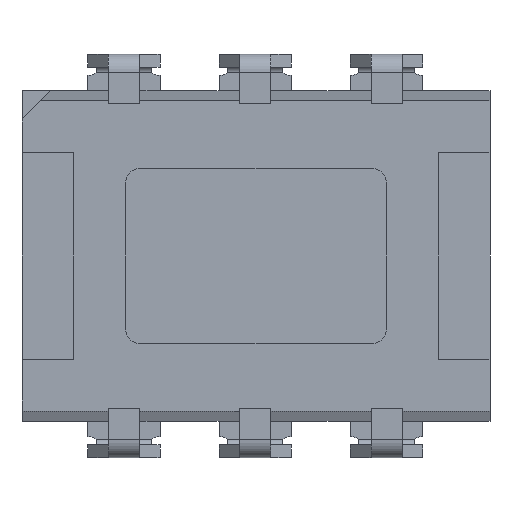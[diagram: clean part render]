
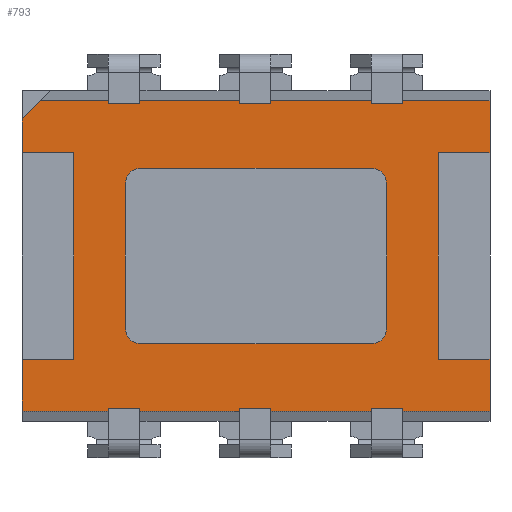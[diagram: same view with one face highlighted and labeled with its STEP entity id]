
A CAD part, front view. The second image highlights one B-rep face of the part: STEP entity #793.
In plain terms, the highlighted planar face has unit normal (0, -1, 0).
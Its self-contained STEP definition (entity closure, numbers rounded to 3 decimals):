
#793 = ADVANCED_FACE( '', ( #1619, #1620 ), #1621, .F. );
#1619 = FACE_OUTER_BOUND( '', #2499, .T. );
#1620 = FACE_BOUND( '', #2500, .T. );
#1621 = PLANE( '', #2501 );
#2499 = EDGE_LOOP( '', ( #4651, #4652, #4653, #4654, #4655, #4656, #4657, #4658, #4659, #4660, #4661, #4662, #4663 ) );
#2500 = EDGE_LOOP( '', ( #4664, #4665, #4666, #4667, #4668, #4669, #4670, #4671 ) );
#2501 = AXIS2_PLACEMENT_3D( '', #4672, #4673, #4674 );
#4651 = ORIENTED_EDGE( '', *, *, #5566, .T. );
#4652 = ORIENTED_EDGE( '', *, *, #6271, .T. );
#4653 = ORIENTED_EDGE( '', *, *, #5971, .T. );
#4654 = ORIENTED_EDGE( '', *, *, #5867, .T. );
#4655 = ORIENTED_EDGE( '', *, *, #6213, .T. );
#4656 = ORIENTED_EDGE( '', *, *, #5667, .T. );
#4657 = ORIENTED_EDGE( '', *, *, #5974, .T. );
#4658 = ORIENTED_EDGE( '', *, *, #6054, .F. );
#4659 = ORIENTED_EDGE( '', *, *, #6039, .F. );
#4660 = ORIENTED_EDGE( '', *, *, #5737, .T. );
#4661 = ORIENTED_EDGE( '', *, *, #6272, .T. );
#4662 = ORIENTED_EDGE( '', *, *, #6111, .T. );
#4663 = ORIENTED_EDGE( '', *, *, #6037, .F. );
#4664 = ORIENTED_EDGE( '', *, *, #5456, .T. );
#4665 = ORIENTED_EDGE( '', *, *, #5807, .T. );
#4666 = ORIENTED_EDGE( '', *, *, #6218, .T. );
#4667 = ORIENTED_EDGE( '', *, *, #5539, .T. );
#4668 = ORIENTED_EDGE( '', *, *, #6273, .T. );
#4669 = ORIENTED_EDGE( '', *, *, #6068, .T. );
#4670 = ORIENTED_EDGE( '', *, *, #5938, .T. );
#4671 = ORIENTED_EDGE( '', *, *, #5934, .T. );
#4672 = CARTESIAN_POINT( '', ( 4.525, 0., 3. ) );
#4673 = DIRECTION( '', ( 0., 1., 0. ) );
#4674 = DIRECTION( '', ( 0., 0., 1. ) );
#5456 = EDGE_CURVE( '', #6560, #6561, #6562, .T. );
#5539 = EDGE_CURVE( '', #6704, #6705, #6706, .T. );
#5566 = EDGE_CURVE( '', #6749, #6747, #6750, .T. );
#5667 = EDGE_CURVE( '', #6921, #6919, #6922, .T. );
#5737 = EDGE_CURVE( '', #7030, #7028, #7031, .T. );
#5807 = EDGE_CURVE( '', #6561, #7145, #7146, .T. );
#5867 = EDGE_CURVE( '', #7226, #7228, #7230, .T. );
#5934 = EDGE_CURVE( '', #7331, #6560, #7332, .T. );
#5938 = EDGE_CURVE( '', #7337, #7331, #7338, .T. );
#5971 = EDGE_CURVE( '', #7385, #7226, #7386, .T. );
#5974 = EDGE_CURVE( '', #6919, #7388, #7390, .T. );
#6037 = EDGE_CURVE( '', #6749, #7480, #7481, .T. );
#6039 = EDGE_CURVE( '', #7030, #7483, #7484, .T. );
#6054 = EDGE_CURVE( '', #7483, #7388, #7502, .T. );
#6068 = EDGE_CURVE( '', #7522, #7337, #7523, .T. );
#6111 = EDGE_CURVE( '', #7582, #7480, #7583, .T. );
#6213 = EDGE_CURVE( '', #7228, #6921, #7708, .T. );
#6218 = EDGE_CURVE( '', #7145, #6704, #7713, .T. );
#6271 = EDGE_CURVE( '', #6747, #7385, #7777, .T. );
#6272 = EDGE_CURVE( '', #7028, #7582, #7778, .T. );
#6273 = EDGE_CURVE( '', #6705, #7522, #7779, .T. );
#6560 = VERTEX_POINT( '', #8124 );
#6561 = VERTEX_POINT( '', #8125 );
#6562 = CIRCLE( '', #8126, 0.3 );
#6704 = VERTEX_POINT( '', #8323 );
#6705 = VERTEX_POINT( '', #8324 );
#6706 = LINE( '', #8325, #8326 );
#6747 = VERTEX_POINT( '', #8382 );
#6749 = VERTEX_POINT( '', #8385 );
#6750 = LINE( '', #8386, #8387 );
#6919 = VERTEX_POINT( '', #8628 );
#6921 = VERTEX_POINT( '', #8631 );
#6922 = LINE( '', #8632, #8633 );
#7028 = VERTEX_POINT( '', #8784 );
#7030 = VERTEX_POINT( '', #8787 );
#7031 = LINE( '', #8788, #8789 );
#7145 = VERTEX_POINT( '', #8947 );
#7146 = LINE( '', #8948, #8949 );
#7226 = VERTEX_POINT( '', #9063 );
#7228 = VERTEX_POINT( '', #9066 );
#7230 = LINE( '', #9069, #9070 );
#7331 = VERTEX_POINT( '', #9205 );
#7332 = LINE( '', #9206, #9207 );
#7337 = VERTEX_POINT( '', #9214 );
#7338 = CIRCLE( '', #9215, 0.3 );
#7385 = VERTEX_POINT( '', #9277 );
#7386 = LINE( '', #9278, #9279 );
#7388 = VERTEX_POINT( '', #9282 );
#7390 = LINE( '', #9285, #9286 );
#7480 = VERTEX_POINT( '', #9414 );
#7481 = LINE( '', #9415, #9416 );
#7483 = VERTEX_POINT( '', #9419 );
#7484 = LINE( '', #9420, #9421 );
#7502 = LINE( '', #9447, #9448 );
#7522 = VERTEX_POINT( '', #9474 );
#7523 = LINE( '', #9475, #9476 );
#7582 = VERTEX_POINT( '', #9555 );
#7583 = LINE( '', #9556, #9557 );
#7708 = LINE( '', #9733, #9734 );
#7713 = CIRCLE( '', #9740, 0.3 );
#7777 = LINE( '', #9828, #9829 );
#7778 = LINE( '', #9830, #9831 );
#7779 = CIRCLE( '', #9832, 0.3 );
#8124 = CARTESIAN_POINT( '', ( -2.225, 0., -1.7 ) );
#8125 = CARTESIAN_POINT( '', ( -2.525, 0., -1.4 ) );
#8126 = AXIS2_PLACEMENT_3D( '', #10123, #10124, #10125 );
#8323 = CARTESIAN_POINT( '', ( -2.225, 0., 1.7 ) );
#8324 = CARTESIAN_POINT( '', ( 2.225, 0., 1.7 ) );
#8325 = CARTESIAN_POINT( '', ( -2.225, 0., 1.7 ) );
#8326 = VECTOR( '', #10214, 1000. );
#8382 = CARTESIAN_POINT( '', ( -4.175, 0., 3. ) );
#8385 = CARTESIAN_POINT( '', ( 4.525, 0., 3. ) );
#8386 = CARTESIAN_POINT( '', ( 4.525, 0., 3. ) );
#8387 = VECTOR( '', #10243, 1000. );
#8628 = CARTESIAN_POINT( '', ( -4.525, 0., -2. ) );
#8631 = CARTESIAN_POINT( '', ( -3.525, 0., -2. ) );
#8632 = CARTESIAN_POINT( '', ( -3.525, 0., -2. ) );
#8633 = VECTOR( '', #10347, 1000. );
#8784 = CARTESIAN_POINT( '', ( 3.525, 0., -2. ) );
#8787 = CARTESIAN_POINT( '', ( 4.525, 0., -2. ) );
#8788 = CARTESIAN_POINT( '', ( 5.025, 0., -2. ) );
#8789 = VECTOR( '', #10427, 1000. );
#8947 = CARTESIAN_POINT( '', ( -2.525, 0., 1.4 ) );
#8948 = CARTESIAN_POINT( '', ( -2.525, 0., -1.4 ) );
#8949 = VECTOR( '', #10508, 1000. );
#9063 = CARTESIAN_POINT( '', ( -4.525, 0., 2. ) );
#9066 = CARTESIAN_POINT( '', ( -3.525, 0., 2. ) );
#9069 = CARTESIAN_POINT( '', ( -5.025, 0., 2. ) );
#9070 = VECTOR( '', #10566, 1000. );
#9205 = CARTESIAN_POINT( '', ( 2.225, 0., -1.7 ) );
#9206 = CARTESIAN_POINT( '', ( 2.225, 0., -1.7 ) );
#9207 = VECTOR( '', #10643, 1000. );
#9214 = CARTESIAN_POINT( '', ( 2.525, 0., -1.4 ) );
#9215 = AXIS2_PLACEMENT_3D( '', #10646, #10647, #10648 );
#9277 = CARTESIAN_POINT( '', ( -4.525, 0., 2.65 ) );
#9278 = CARTESIAN_POINT( '', ( -4.525, 0., 3. ) );
#9279 = VECTOR( '', #10688, 1000. );
#9282 = CARTESIAN_POINT( '', ( -4.525, 0., -3. ) );
#9285 = CARTESIAN_POINT( '', ( -4.525, 0., 3. ) );
#9286 = VECTOR( '', #10691, 1000. );
#9414 = CARTESIAN_POINT( '', ( 4.525, 0., 2. ) );
#9415 = CARTESIAN_POINT( '', ( 4.525, 0., 3. ) );
#9416 = VECTOR( '', #10757, 1000. );
#9419 = CARTESIAN_POINT( '', ( 4.525, 0., -3. ) );
#9420 = CARTESIAN_POINT( '', ( 4.525, 0., 3. ) );
#9421 = VECTOR( '', #10759, 1000. );
#9447 = CARTESIAN_POINT( '', ( 4.525, 0., -3. ) );
#9448 = VECTOR( '', #10774, 1000. );
#9474 = CARTESIAN_POINT( '', ( 2.525, 0., 1.4 ) );
#9475 = CARTESIAN_POINT( '', ( 2.525, 0., 1.4 ) );
#9476 = VECTOR( '', #10793, 1000. );
#9555 = CARTESIAN_POINT( '', ( 3.525, 0., 2. ) );
#9556 = CARTESIAN_POINT( '', ( 3.525, 0., 2. ) );
#9557 = VECTOR( '', #10847, 1000. );
#9733 = CARTESIAN_POINT( '', ( -3.525, 0., 2. ) );
#9734 = VECTOR( '', #10944, 1000. );
#9740 = AXIS2_PLACEMENT_3D( '', #10946, #10947, #10948 );
#9828 = CARTESIAN_POINT( '', ( -3.925, 0., 3.25 ) );
#9829 = VECTOR( '', #11003, 1000. );
#9830 = CARTESIAN_POINT( '', ( 3.525, 0., -2. ) );
#9831 = VECTOR( '', #11004, 1000. );
#9832 = AXIS2_PLACEMENT_3D( '', #11005, #11006, #11007 );
#10123 = CARTESIAN_POINT( '', ( -2.225, 0., -1.4 ) );
#10124 = DIRECTION( '', ( 0., 1., 0. ) );
#10125 = DIRECTION( '', ( 1., 0., 0. ) );
#10214 = DIRECTION( '', ( 1., 0., 0. ) );
#10243 = DIRECTION( '', ( -1., 0., 0. ) );
#10347 = DIRECTION( '', ( -1., 0., 0. ) );
#10427 = DIRECTION( '', ( -1., 0., 0. ) );
#10508 = DIRECTION( '', ( 0., 0., 1. ) );
#10566 = DIRECTION( '', ( 1., 0., 0. ) );
#10643 = DIRECTION( '', ( -1., 0., 0. ) );
#10646 = CARTESIAN_POINT( '', ( 2.225, 0., -1.4 ) );
#10647 = DIRECTION( '', ( 0., 1., 0. ) );
#10648 = DIRECTION( '', ( 1., 0., 0. ) );
#10688 = DIRECTION( '', ( 0., 0., -1. ) );
#10691 = DIRECTION( '', ( 0., 0., -1. ) );
#10757 = DIRECTION( '', ( 0., 0., -1. ) );
#10759 = DIRECTION( '', ( 0., 0., -1. ) );
#10774 = DIRECTION( '', ( -1., 0., 0. ) );
#10793 = DIRECTION( '', ( 0., 0., -1. ) );
#10847 = DIRECTION( '', ( 1., 0., 0. ) );
#10944 = DIRECTION( '', ( 0., 0., -1. ) );
#10946 = CARTESIAN_POINT( '', ( -2.225, 0., 1.4 ) );
#10947 = DIRECTION( '', ( 0., 1., 0. ) );
#10948 = DIRECTION( '', ( 1., 0., 0. ) );
#11003 = DIRECTION( '', ( -0.707, 0., -0.707 ) );
#11004 = DIRECTION( '', ( 0., 0., 1. ) );
#11005 = CARTESIAN_POINT( '', ( 2.225, 0., 1.4 ) );
#11006 = DIRECTION( '', ( 0., 1., 0. ) );
#11007 = DIRECTION( '', ( 1., 0., 0. ) );
